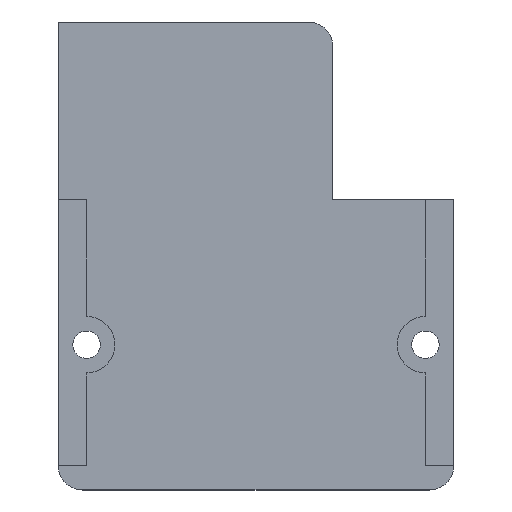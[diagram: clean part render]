
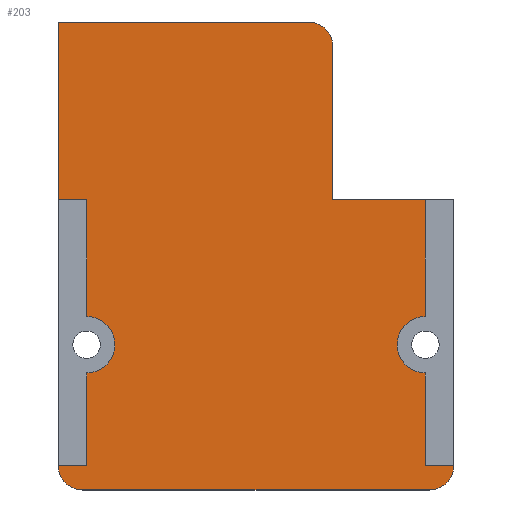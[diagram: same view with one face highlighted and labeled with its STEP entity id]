
A CAD part, top view. The second image highlights one B-rep face of the part: STEP entity #203.
In plain terms, the highlighted planar face has unit normal (0, 0, 1).
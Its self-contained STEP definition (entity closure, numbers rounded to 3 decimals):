
#24 = VERTEX_POINT('',#25);
#25 = CARTESIAN_POINT('',(3.,0.,1.));
#31 = EDGE_CURVE('',#24,#32,#34,.T.);
#32 = VERTEX_POINT('',#33);
#33 = CARTESIAN_POINT('',(46.,0.,1.));
#34 = LINE('',#35,#36);
#35 = CARTESIAN_POINT('',(3.,0.,1.));
#36 = VECTOR('',#37,1.);
#37 = DIRECTION('',(1.,0.,0.));
#64 = VERTEX_POINT('',#65);
#65 = CARTESIAN_POINT('',(0.,3.,1.));
#71 = EDGE_CURVE('',#64,#24,#72,.T.);
#72 = CIRCLE('',#73,3.);
#73 = AXIS2_PLACEMENT_3D('',#74,#75,#76);
#74 = CARTESIAN_POINT('',(3.,3.,1.));
#75 = DIRECTION('',(0.,0.,1.));
#76 = DIRECTION('',(1.,0.,0.));
#95 = EDGE_CURVE('',#32,#96,#98,.T.);
#96 = VERTEX_POINT('',#97);
#97 = CARTESIAN_POINT('',(49.,3.,1.));
#98 = CIRCLE('',#99,3.);
#99 = AXIS2_PLACEMENT_3D('',#100,#101,#102);
#100 = CARTESIAN_POINT('',(46.,3.,1.));
#101 = DIRECTION('',(0.,0.,1.));
#102 = DIRECTION('',(1.,0.,0.));
#203 = ADVANCED_FACE('',(#204),#322,.T.);
#204 = FACE_BOUND('',#205,.T.);
#205 = EDGE_LOOP('',(#206,#207,#208,#209,#217,#225,#234,#242,#250,#258,
    #267,#275,#283,#291,#299,#308,#316));
#206 = ORIENTED_EDGE('',*,*,#71,.T.);
#207 = ORIENTED_EDGE('',*,*,#31,.T.);
#208 = ORIENTED_EDGE('',*,*,#95,.T.);
#209 = ORIENTED_EDGE('',*,*,#210,.T.);
#210 = EDGE_CURVE('',#96,#211,#213,.T.);
#211 = VERTEX_POINT('',#212);
#212 = CARTESIAN_POINT('',(45.5,3.,1.));
#213 = LINE('',#214,#215);
#214 = CARTESIAN_POINT('',(49.,3.,1.));
#215 = VECTOR('',#216,1.);
#216 = DIRECTION('',(-1.,0.,0.));
#217 = ORIENTED_EDGE('',*,*,#218,.T.);
#218 = EDGE_CURVE('',#211,#219,#221,.T.);
#219 = VERTEX_POINT('',#220);
#220 = CARTESIAN_POINT('',(45.5,14.5,1.));
#221 = LINE('',#222,#223);
#222 = CARTESIAN_POINT('',(45.5,3.,1.));
#223 = VECTOR('',#224,1.);
#224 = DIRECTION('',(0.,1.,0.));
#225 = ORIENTED_EDGE('',*,*,#226,.F.);
#226 = EDGE_CURVE('',#227,#219,#229,.T.);
#227 = VERTEX_POINT('',#228);
#228 = CARTESIAN_POINT('',(45.5,21.5,1.));
#229 = CIRCLE('',#230,3.5);
#230 = AXIS2_PLACEMENT_3D('',#231,#232,#233);
#231 = CARTESIAN_POINT('',(45.5,18.,1.));
#232 = DIRECTION('',(0.,0.,1.));
#233 = DIRECTION('',(1.,0.,0.));
#234 = ORIENTED_EDGE('',*,*,#235,.T.);
#235 = EDGE_CURVE('',#227,#236,#238,.T.);
#236 = VERTEX_POINT('',#237);
#237 = CARTESIAN_POINT('',(45.5,36.,1.));
#238 = LINE('',#239,#240);
#239 = CARTESIAN_POINT('',(45.5,21.5,1.));
#240 = VECTOR('',#241,1.);
#241 = DIRECTION('',(0.,1.,0.));
#242 = ORIENTED_EDGE('',*,*,#243,.T.);
#243 = EDGE_CURVE('',#236,#244,#246,.T.);
#244 = VERTEX_POINT('',#245);
#245 = CARTESIAN_POINT('',(34.,36.,1.));
#246 = LINE('',#247,#248);
#247 = CARTESIAN_POINT('',(49.,36.,1.));
#248 = VECTOR('',#249,1.);
#249 = DIRECTION('',(-1.,0.,0.));
#250 = ORIENTED_EDGE('',*,*,#251,.T.);
#251 = EDGE_CURVE('',#244,#252,#254,.T.);
#252 = VERTEX_POINT('',#253);
#253 = CARTESIAN_POINT('',(34.,55.,1.));
#254 = LINE('',#255,#256);
#255 = CARTESIAN_POINT('',(34.,36.,1.));
#256 = VECTOR('',#257,1.);
#257 = DIRECTION('',(0.,1.,0.));
#258 = ORIENTED_EDGE('',*,*,#259,.T.);
#259 = EDGE_CURVE('',#252,#260,#262,.T.);
#260 = VERTEX_POINT('',#261);
#261 = CARTESIAN_POINT('',(31.,58.,1.));
#262 = CIRCLE('',#263,3.);
#263 = AXIS2_PLACEMENT_3D('',#264,#265,#266);
#264 = CARTESIAN_POINT('',(31.,55.,1.));
#265 = DIRECTION('',(0.,0.,1.));
#266 = DIRECTION('',(1.,0.,0.));
#267 = ORIENTED_EDGE('',*,*,#268,.T.);
#268 = EDGE_CURVE('',#260,#269,#271,.T.);
#269 = VERTEX_POINT('',#270);
#270 = CARTESIAN_POINT('',(0.,58.,1.));
#271 = LINE('',#272,#273);
#272 = CARTESIAN_POINT('',(31.,58.,1.));
#273 = VECTOR('',#274,1.);
#274 = DIRECTION('',(-1.,0.,0.));
#275 = ORIENTED_EDGE('',*,*,#276,.T.);
#276 = EDGE_CURVE('',#269,#277,#279,.T.);
#277 = VERTEX_POINT('',#278);
#278 = CARTESIAN_POINT('',(0.,36.,1.));
#279 = LINE('',#280,#281);
#280 = CARTESIAN_POINT('',(0.,58.,1.));
#281 = VECTOR('',#282,1.);
#282 = DIRECTION('',(0.,-1.,0.));
#283 = ORIENTED_EDGE('',*,*,#284,.F.);
#284 = EDGE_CURVE('',#285,#277,#287,.T.);
#285 = VERTEX_POINT('',#286);
#286 = CARTESIAN_POINT('',(3.5,36.,1.));
#287 = LINE('',#288,#289);
#288 = CARTESIAN_POINT('',(3.5,36.,1.));
#289 = VECTOR('',#290,1.);
#290 = DIRECTION('',(-1.,0.,0.));
#291 = ORIENTED_EDGE('',*,*,#292,.F.);
#292 = EDGE_CURVE('',#293,#285,#295,.T.);
#293 = VERTEX_POINT('',#294);
#294 = CARTESIAN_POINT('',(3.5,21.5,1.));
#295 = LINE('',#296,#297);
#296 = CARTESIAN_POINT('',(3.5,21.5,1.));
#297 = VECTOR('',#298,1.);
#298 = DIRECTION('',(0.,1.,0.));
#299 = ORIENTED_EDGE('',*,*,#300,.F.);
#300 = EDGE_CURVE('',#301,#293,#303,.T.);
#301 = VERTEX_POINT('',#302);
#302 = CARTESIAN_POINT('',(3.5,14.5,1.));
#303 = CIRCLE('',#304,3.5);
#304 = AXIS2_PLACEMENT_3D('',#305,#306,#307);
#305 = CARTESIAN_POINT('',(3.5,18.,1.));
#306 = DIRECTION('',(0.,0.,1.));
#307 = DIRECTION('',(1.,0.,0.));
#308 = ORIENTED_EDGE('',*,*,#309,.F.);
#309 = EDGE_CURVE('',#310,#301,#312,.T.);
#310 = VERTEX_POINT('',#311);
#311 = CARTESIAN_POINT('',(3.5,3.,1.));
#312 = LINE('',#313,#314);
#313 = CARTESIAN_POINT('',(3.5,3.,1.));
#314 = VECTOR('',#315,1.);
#315 = DIRECTION('',(0.,1.,0.));
#316 = ORIENTED_EDGE('',*,*,#317,.F.);
#317 = EDGE_CURVE('',#64,#310,#318,.T.);
#318 = LINE('',#319,#320);
#319 = CARTESIAN_POINT('',(0.,3.,1.));
#320 = VECTOR('',#321,1.);
#321 = DIRECTION('',(1.,0.,0.));
#322 = PLANE('',#323);
#323 = AXIS2_PLACEMENT_3D('',#324,#325,#326);
#324 = CARTESIAN_POINT('',(22.864,27.617,1.));
#325 = DIRECTION('',(0.,0.,1.));
#326 = DIRECTION('',(1.,0.,0.));
